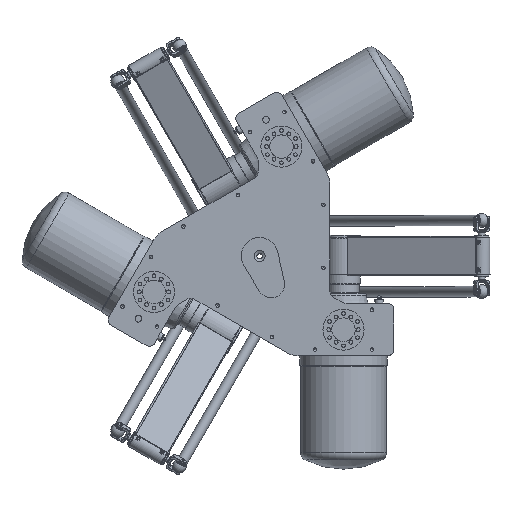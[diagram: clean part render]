
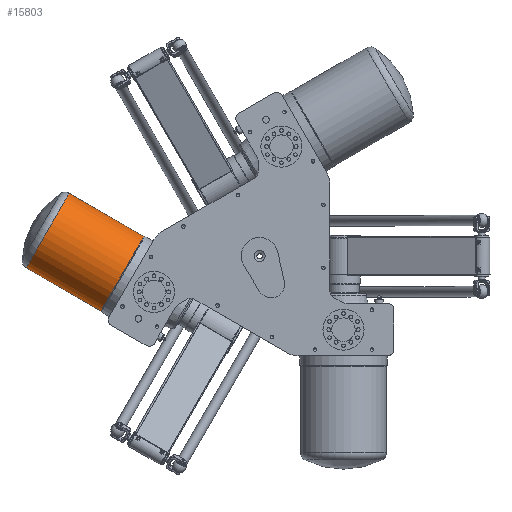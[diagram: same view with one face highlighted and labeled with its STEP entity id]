
A CAD part, top view. The second image highlights one B-rep face of the part: STEP entity #15803.
In plain terms, the highlighted cylindrical face has radius 102.5 mm (diameter 205 mm), a full revolution.
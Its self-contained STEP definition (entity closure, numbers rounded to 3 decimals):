
#2613=CYLINDRICAL_SURFACE('',#17359,102.5);
#3817=FACE_BOUND('',#5694,.T.);
#4483=FACE_OUTER_BOUND('',#5693,.T.);
#5693=EDGE_LOOP('',(#13123));
#5694=EDGE_LOOP('',(#13124));
#6838=CIRCLE('',#17358,102.5);
#6839=CIRCLE('',#17360,102.5);
#8049=VERTEX_POINT('',#27927);
#8050=VERTEX_POINT('',#27930);
#9886=EDGE_CURVE('',#8049,#8049,#6838,.T.);
#9887=EDGE_CURVE('',#8050,#8050,#6839,.T.);
#13123=ORIENTED_EDGE('',*,*,#9887,.T.);
#13124=ORIENTED_EDGE('',*,*,#9886,.F.);
#15803=ADVANCED_FACE('',(#4483,#3817),#2613,.T.);
#17358=AXIS2_PLACEMENT_3D('',#27928,#20734,#20735);
#17359=AXIS2_PLACEMENT_3D('',#27929,#20736,#20737);
#17360=AXIS2_PLACEMENT_3D('',#27931,#20738,#20739);
#20734=DIRECTION('center_axis',(1.,0.,0.));
#20735=DIRECTION('ref_axis',(0.,0.,-1.));
#20736=DIRECTION('center_axis',(1.,0.,0.));
#20737=DIRECTION('ref_axis',(0.,1.,0.));
#20738=DIRECTION('center_axis',(1.,0.,0.));
#20739=DIRECTION('ref_axis',(0.,1.,0.));
#27927=CARTESIAN_POINT('',(-87.048,0.,102.5));
#27928=CARTESIAN_POINT('Origin',(-87.048,0.,0.));
#27929=CARTESIAN_POINT('Origin',(-173.049,0.,0.));
#27930=CARTESIAN_POINT('',(-292.597,102.5,0.));
#27931=CARTESIAN_POINT('Origin',(-292.597,0.,0.));
